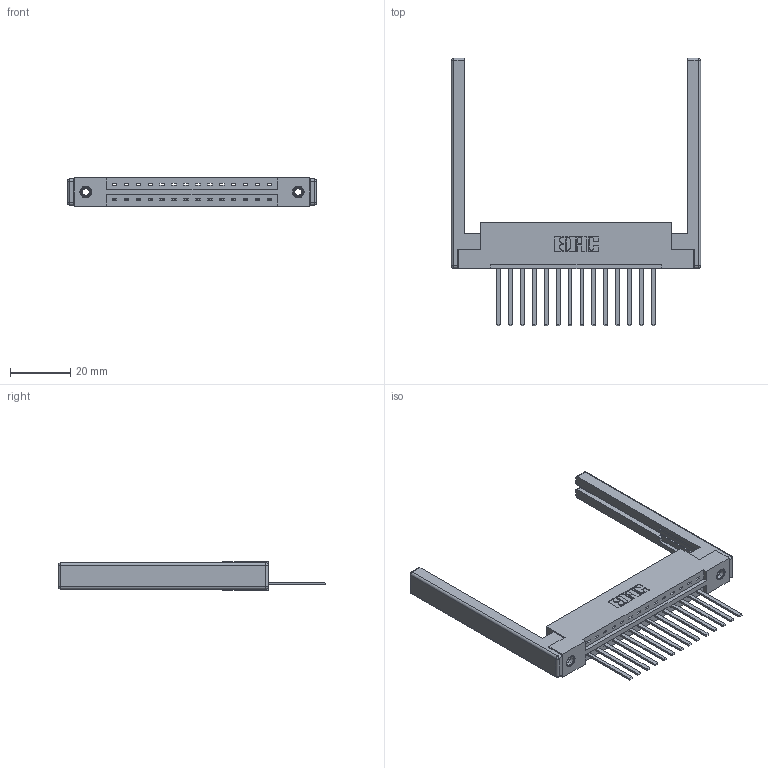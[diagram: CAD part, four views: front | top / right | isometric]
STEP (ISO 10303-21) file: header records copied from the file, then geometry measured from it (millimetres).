
FILE_DESCRIPTION (( 'STEP AP203' ), '1' );
FILE_NAME ('337-014-544-168.STEP', '2019-09-28T16:01:25', ( '' ), ( '' ), 'SwSTEP 2.0', 'SolidWorks 2016', '' );
FILE_SCHEMA (( 'CONFIG_CONTROL_DESIGN' ));
Length unit declared in the file: inch
Products named in the file (5): 337-014-544-168; 337 Part_Flush Mounting Lugs - 0.156 Dia-TI; 307-220-068; 345-292-001_345-293-144; 345-250-001_345-250-001-102
Assembly tree (19 placements, depth 2):
  337-014-544-168
    337 Part_Flush Mounting Lugs - 0.156 Dia-TI
    345-292-001_345-293-144  x14
    345-250-001_345-250-001-102  x2
    307-220-068  x2
Bounding box: 82.91 x 89.03 x 9.4 mm (x, y, z)
Volume: 12819.6 mm3; surface area: 13180.1 mm2
Topology: 19 solids, 19 shells, 1052 faces, 3081 edges, 2014 vertices
Faces by surface type: plane 746, cylinder 282, cone 12, sphere 8, torus 4
Entity records: 16604 total; most frequent: CARTESIAN_POINT 2845, ORIENTED_EDGE 2784, DIRECTION 2522, EDGE_CURVE 1392, LINE 1218, VECTOR 1218, VERTEX_POINT 918, AXIS2_PLACEMENT_3D 652
